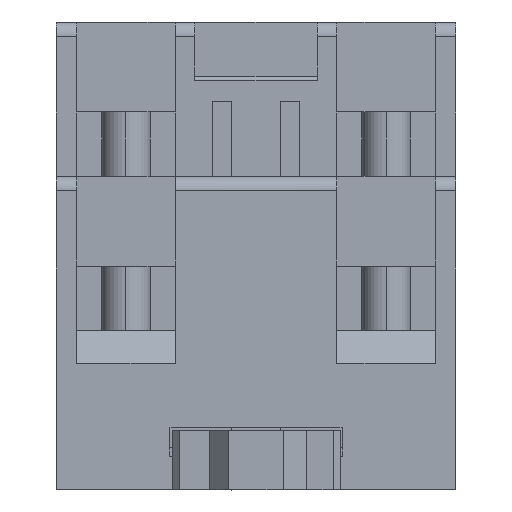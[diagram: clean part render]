
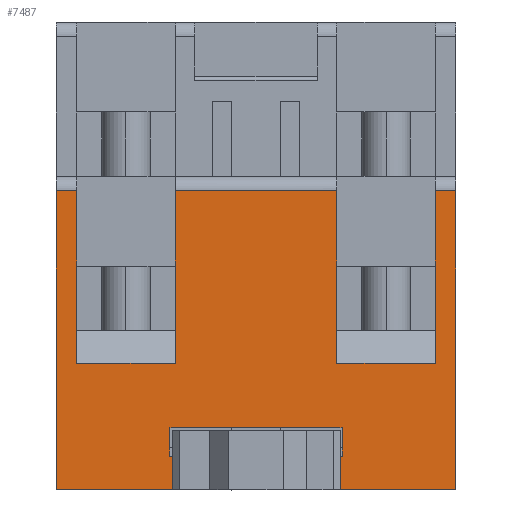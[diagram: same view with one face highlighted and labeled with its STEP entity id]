
A CAD part, front view. The second image highlights one B-rep face of the part: STEP entity #7487.
In plain terms, the highlighted planar face has unit normal (0, -1, 0).
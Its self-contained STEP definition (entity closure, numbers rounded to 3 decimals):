
#7347=AXIS2_PLACEMENT_3D('Plane Axis2P3D',#7344,#7345,#7346) ;
#4991=CARTESIAN_POINT('Vertex',(24.7,3.915,18.45)) ;
#4994=CARTESIAN_POINT('Line Origine',(24.7,3.915,9.225)) ;
#4998=CARTESIAN_POINT('Vertex',(24.7,3.915,0.)) ;
#6149=CARTESIAN_POINT('Line Origine',(0.,3.915,9.225)) ;
#6153=CARTESIAN_POINT('Vertex',(0.,3.915,18.45)) ;
#6155=CARTESIAN_POINT('Vertex',(0.,3.915,0.)) ;
#6982=CARTESIAN_POINT('Vertex',(17.675,3.915,3.8)) ;
#6986=CARTESIAN_POINT('Control Point',(17.35,3.915,3.8)) ;
#6987=CARTESIAN_POINT('Control Point',(17.675,3.915,3.8)) ;
#6988=CARTESIAN_POINT('Vertex',(17.35,3.915,3.8)) ;
#6991=CARTESIAN_POINT('Line Origine',(12.325,3.915,3.8)) ;
#6995=CARTESIAN_POINT('Vertex',(7.3,3.915,3.8)) ;
#6999=CARTESIAN_POINT('Control Point',(7.025,3.915,3.8)) ;
#7000=CARTESIAN_POINT('Control Point',(7.3,3.915,3.8)) ;
#7001=CARTESIAN_POINT('Vertex',(7.025,3.915,3.8)) ;
#7322=CARTESIAN_POINT('Vertex',(23.45,3.915,18.45)) ;
#7325=CARTESIAN_POINT('Line Origine',(12.35,3.915,18.45)) ;
#7344=CARTESIAN_POINT('Axis2P3D Location',(23.45,3.915,18.45)) ;
#7349=CARTESIAN_POINT('Line Origine',(4.275,3.915,7.8)) ;
#7353=CARTESIAN_POINT('Vertex',(7.3,3.915,7.8)) ;
#7355=CARTESIAN_POINT('Vertex',(1.25,3.915,7.8)) ;
#7358=CARTESIAN_POINT('Line Origine',(1.25,3.915,13.125)) ;
#7362=CARTESIAN_POINT('Vertex',(1.25,3.915,18.45)) ;
#7365=CARTESIAN_POINT('Line Origine',(0.625,3.915,18.45)) ;
#7370=CARTESIAN_POINT('Line Origine',(3.95,3.915,0.)) ;
#7374=CARTESIAN_POINT('Vertex',(7.9,3.915,0.)) ;
#7377=CARTESIAN_POINT('Line Origine',(7.9,3.915,1.025)) ;
#7381=CARTESIAN_POINT('Vertex',(7.9,3.915,2.05)) ;
#7384=CARTESIAN_POINT('Line Origine',(7.462,3.915,2.05)) ;
#7388=CARTESIAN_POINT('Vertex',(7.025,3.915,2.05)) ;
#7391=CARTESIAN_POINT('Line Origine',(7.025,3.915,2.925)) ;
#7396=CARTESIAN_POINT('Line Origine',(17.675,3.915,2.925)) ;
#7400=CARTESIAN_POINT('Vertex',(17.675,3.915,2.05)) ;
#7403=CARTESIAN_POINT('Line Origine',(17.237,3.915,2.05)) ;
#7407=CARTESIAN_POINT('Vertex',(16.8,3.915,2.05)) ;
#7410=CARTESIAN_POINT('Line Origine',(16.8,3.915,1.025)) ;
#7414=CARTESIAN_POINT('Vertex',(16.8,3.915,0.)) ;
#7417=CARTESIAN_POINT('Line Origine',(20.75,3.915,0.)) ;
#7422=CARTESIAN_POINT('Line Origine',(23.45,3.915,13.125)) ;
#7426=CARTESIAN_POINT('Vertex',(23.45,3.915,7.8)) ;
#7429=CARTESIAN_POINT('Line Origine',(20.4,3.915,7.8)) ;
#7433=CARTESIAN_POINT('Vertex',(17.35,3.915,7.8)) ;
#7436=CARTESIAN_POINT('Line Origine',(17.35,3.915,13.125)) ;
#7440=CARTESIAN_POINT('Vertex',(17.35,3.915,18.45)) ;
#7443=CARTESIAN_POINT('Line Origine',(12.35,3.915,18.45)) ;
#7447=CARTESIAN_POINT('Vertex',(7.35,3.915,18.45)) ;
#7450=CARTESIAN_POINT('Line Origine',(7.35,3.915,13.125)) ;
#7454=CARTESIAN_POINT('Vertex',(7.35,3.915,7.8)) ;
#7457=CARTESIAN_POINT('Line Origine',(7.325,3.915,7.8)) ;
#4995=DIRECTION('Vector Direction',(0.,0.,-1.)) ;
#6150=DIRECTION('Vector Direction',(0.,0.,-1.)) ;
#6992=DIRECTION('Vector Direction',(-1.,0.,0.)) ;
#7326=DIRECTION('Vector Direction',(1.,0.,0.)) ;
#7345=DIRECTION('Axis2P3D Direction',(0.,-1.,0.)) ;
#7346=DIRECTION('Axis2P3D XDirection',(0.,0.,-1.)) ;
#7350=DIRECTION('Vector Direction',(-1.,0.,0.)) ;
#7359=DIRECTION('Vector Direction',(0.,0.,-1.)) ;
#7366=DIRECTION('Vector Direction',(-1.,0.,0.)) ;
#7371=DIRECTION('Vector Direction',(-1.,0.,0.)) ;
#7378=DIRECTION('Vector Direction',(0.,0.,-1.)) ;
#7385=DIRECTION('Vector Direction',(1.,0.,0.)) ;
#7392=DIRECTION('Vector Direction',(0.,0.,-1.)) ;
#7397=DIRECTION('Vector Direction',(0.,0.,1.)) ;
#7404=DIRECTION('Vector Direction',(1.,0.,0.)) ;
#7411=DIRECTION('Vector Direction',(0.,0.,1.)) ;
#7418=DIRECTION('Vector Direction',(-1.,0.,0.)) ;
#7423=DIRECTION('Vector Direction',(0.,0.,-1.)) ;
#7430=DIRECTION('Vector Direction',(-1.,0.,0.)) ;
#7437=DIRECTION('Vector Direction',(0.,0.,-1.)) ;
#7444=DIRECTION('Vector Direction',(1.,0.,0.)) ;
#7451=DIRECTION('Vector Direction',(0.,0.,-1.)) ;
#7458=DIRECTION('Vector Direction',(1.,0.,0.)) ;
#4996=VECTOR('Line Direction',#4995,1.) ;
#6151=VECTOR('Line Direction',#6150,1.) ;
#6993=VECTOR('Line Direction',#6992,1.) ;
#7327=VECTOR('Line Direction',#7326,1.) ;
#7351=VECTOR('Line Direction',#7350,1.) ;
#7360=VECTOR('Line Direction',#7359,1.) ;
#7367=VECTOR('Line Direction',#7366,1.) ;
#7372=VECTOR('Line Direction',#7371,1.) ;
#7379=VECTOR('Line Direction',#7378,1.) ;
#7386=VECTOR('Line Direction',#7385,1.) ;
#7393=VECTOR('Line Direction',#7392,1.) ;
#7398=VECTOR('Line Direction',#7397,1.) ;
#7405=VECTOR('Line Direction',#7404,1.) ;
#7412=VECTOR('Line Direction',#7411,1.) ;
#7419=VECTOR('Line Direction',#7418,1.) ;
#7424=VECTOR('Line Direction',#7423,1.) ;
#7431=VECTOR('Line Direction',#7430,1.) ;
#7438=VECTOR('Line Direction',#7437,1.) ;
#7445=VECTOR('Line Direction',#7444,1.) ;
#7452=VECTOR('Line Direction',#7451,1.) ;
#7459=VECTOR('Line Direction',#7458,1.) ;
#7463=ORIENTED_EDGE('',*,*,#7357,.T.) ;
#7464=ORIENTED_EDGE('',*,*,#7364,.F.) ;
#7465=ORIENTED_EDGE('',*,*,#7369,.T.) ;
#7466=ORIENTED_EDGE('',*,*,#6157,.T.) ;
#7467=ORIENTED_EDGE('',*,*,#7376,.T.) ;
#7468=ORIENTED_EDGE('',*,*,#7383,.T.) ;
#7469=ORIENTED_EDGE('',*,*,#7390,.T.) ;
#7470=ORIENTED_EDGE('',*,*,#7395,.T.) ;
#7471=ORIENTED_EDGE('',*,*,#7003,.F.) ;
#7472=ORIENTED_EDGE('',*,*,#6997,.F.) ;
#7473=ORIENTED_EDGE('',*,*,#6990,.F.) ;
#7474=ORIENTED_EDGE('',*,*,#7402,.T.) ;
#7475=ORIENTED_EDGE('',*,*,#7409,.T.) ;
#7476=ORIENTED_EDGE('',*,*,#7416,.T.) ;
#7477=ORIENTED_EDGE('',*,*,#7421,.T.) ;
#7478=ORIENTED_EDGE('',*,*,#5000,.F.) ;
#7479=ORIENTED_EDGE('',*,*,#7329,.F.) ;
#7480=ORIENTED_EDGE('',*,*,#7428,.T.) ;
#7481=ORIENTED_EDGE('',*,*,#7435,.T.) ;
#7482=ORIENTED_EDGE('',*,*,#7442,.F.) ;
#7483=ORIENTED_EDGE('',*,*,#7449,.F.) ;
#7484=ORIENTED_EDGE('',*,*,#7456,.F.) ;
#7485=ORIENTED_EDGE('',*,*,#7461,.F.) ;
#7487=ADVANCED_FACE('Koerper.2',(#7486),#7348,.T.) ;
#6985=B_SPLINE_CURVE_WITH_KNOTS('',1,(#6986,#6987),.UNSPECIFIED.,.F.,.U.,(2,2),(0.,0.325),.UNSPECIFIED.) ;
#6998=B_SPLINE_CURVE_WITH_KNOTS('',1,(#6999,#7000),.UNSPECIFIED.,.F.,.U.,(2,2),(5.775,6.05),.UNSPECIFIED.) ;
#5000=EDGE_CURVE('',#4992,#4999,#4997,.T.) ;
#6157=EDGE_CURVE('',#6154,#6156,#6152,.T.) ;
#6990=EDGE_CURVE('',#6983,#6989,#6985,.F.) ;
#6997=EDGE_CURVE('',#6989,#6996,#6994,.T.) ;
#7003=EDGE_CURVE('',#6996,#7002,#6998,.F.) ;
#7329=EDGE_CURVE('',#7323,#4992,#7328,.T.) ;
#7357=EDGE_CURVE('',#7354,#7356,#7352,.T.) ;
#7364=EDGE_CURVE('',#7363,#7356,#7361,.T.) ;
#7369=EDGE_CURVE('',#7363,#6154,#7368,.T.) ;
#7376=EDGE_CURVE('',#6156,#7375,#7373,.F.) ;
#7383=EDGE_CURVE('',#7375,#7382,#7380,.F.) ;
#7390=EDGE_CURVE('',#7382,#7389,#7387,.F.) ;
#7395=EDGE_CURVE('',#7389,#7002,#7394,.F.) ;
#7402=EDGE_CURVE('',#6983,#7401,#7399,.F.) ;
#7409=EDGE_CURVE('',#7401,#7408,#7406,.F.) ;
#7416=EDGE_CURVE('',#7408,#7415,#7413,.F.) ;
#7421=EDGE_CURVE('',#7415,#4999,#7420,.F.) ;
#7428=EDGE_CURVE('',#7323,#7427,#7425,.T.) ;
#7435=EDGE_CURVE('',#7427,#7434,#7432,.T.) ;
#7442=EDGE_CURVE('',#7441,#7434,#7439,.T.) ;
#7449=EDGE_CURVE('',#7448,#7441,#7446,.T.) ;
#7456=EDGE_CURVE('',#7455,#7448,#7453,.F.) ;
#7461=EDGE_CURVE('',#7354,#7455,#7460,.T.) ;
#7462=EDGE_LOOP('',(#7463,#7464,#7465,#7466,#7467,#7468,#7469,#7470,#7471,#7472,#7473,#7474,#7475,#7476,#7477,#7478,#7479,#7480,#7481,#7482,#7483,#7484,#7485)) ;
#7486=FACE_OUTER_BOUND('',#7462,.T.) ;
#4997=LINE('Line',#4994,#4996) ;
#6152=LINE('Line',#6149,#6151) ;
#6994=LINE('Line',#6991,#6993) ;
#7328=LINE('Line',#7325,#7327) ;
#7352=LINE('Line',#7349,#7351) ;
#7361=LINE('Line',#7358,#7360) ;
#7368=LINE('Line',#7365,#7367) ;
#7373=LINE('Line',#7370,#7372) ;
#7380=LINE('Line',#7377,#7379) ;
#7387=LINE('Line',#7384,#7386) ;
#7394=LINE('Line',#7391,#7393) ;
#7399=LINE('Line',#7396,#7398) ;
#7406=LINE('Line',#7403,#7405) ;
#7413=LINE('Line',#7410,#7412) ;
#7420=LINE('Line',#7417,#7419) ;
#7425=LINE('Line',#7422,#7424) ;
#7432=LINE('Line',#7429,#7431) ;
#7439=LINE('Line',#7436,#7438) ;
#7446=LINE('Line',#7443,#7445) ;
#7453=LINE('Line',#7450,#7452) ;
#7460=LINE('Line',#7457,#7459) ;
#7348=PLANE('',#7347) ;
#4992=VERTEX_POINT('',#4991) ;
#4999=VERTEX_POINT('',#4998) ;
#6154=VERTEX_POINT('',#6153) ;
#6156=VERTEX_POINT('',#6155) ;
#6983=VERTEX_POINT('',#6982) ;
#6989=VERTEX_POINT('',#6988) ;
#6996=VERTEX_POINT('',#6995) ;
#7002=VERTEX_POINT('',#7001) ;
#7323=VERTEX_POINT('',#7322) ;
#7354=VERTEX_POINT('',#7353) ;
#7356=VERTEX_POINT('',#7355) ;
#7363=VERTEX_POINT('',#7362) ;
#7375=VERTEX_POINT('',#7374) ;
#7382=VERTEX_POINT('',#7381) ;
#7389=VERTEX_POINT('',#7388) ;
#7401=VERTEX_POINT('',#7400) ;
#7408=VERTEX_POINT('',#7407) ;
#7415=VERTEX_POINT('',#7414) ;
#7427=VERTEX_POINT('',#7426) ;
#7434=VERTEX_POINT('',#7433) ;
#7441=VERTEX_POINT('',#7440) ;
#7448=VERTEX_POINT('',#7447) ;
#7455=VERTEX_POINT('',#7454) ;
